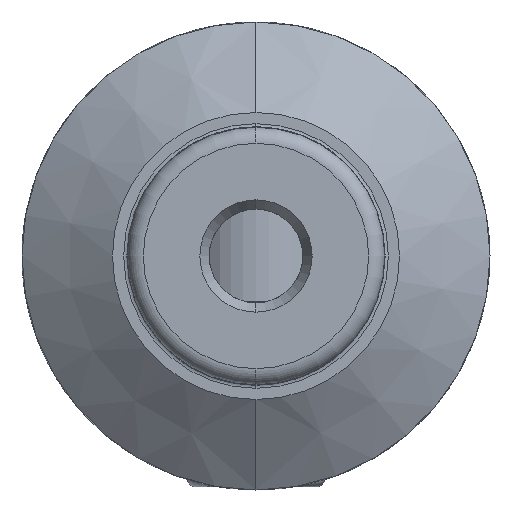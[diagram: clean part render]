
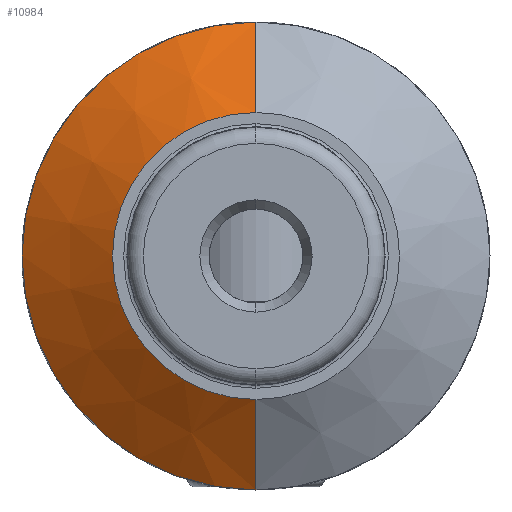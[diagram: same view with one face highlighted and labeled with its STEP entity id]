
A CAD part, left-side view. The second image highlights one B-rep face of the part: STEP entity #10984.
In plain terms, the highlighted conical face has half-angle 55 degrees and reference radius 14.5 mm.
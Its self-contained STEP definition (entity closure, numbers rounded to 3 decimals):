
#74 = DIRECTION ( 'NONE',  ( 0., 0., 1. ) ) ;
#2167 = EDGE_CURVE ( 'NONE', #17740, #17886, #34546, .T. ) ;
#2215 = VECTOR ( 'NONE', #23868, 1000. ) ;
#3087 = CARTESIAN_POINT ( 'NONE',  ( -45.802, 0., -14.5 ) ) ;
#4797 = VERTEX_POINT ( 'NONE', #37815 ) ;
#5976 = EDGE_CURVE ( 'NONE', #12813, #23642, #14359, .T. ) ;
#6215 = DIRECTION ( 'NONE',  ( -1., 0., 0. ) ) ;
#6463 = DIRECTION ( 'NONE',  ( -1., 0., 0. ) ) ;
#6601 = DIRECTION ( 'NONE',  ( 0., 0., 1. ) ) ;
#7178 = AXIS2_PLACEMENT_3D ( 'NONE', #26872, #17168, #26462 ) ;
#7986 = CIRCLE ( 'NONE', #20929, 8.895 ) ;
#8415 = EDGE_CURVE ( 'NONE', #4797, #17740, #7986, .T. ) ;
#9273 = EDGE_CURVE ( 'NONE', #4797, #12813, #37806, .T. ) ;
#10381 = FACE_OUTER_BOUND ( 'NONE', #23299, .T. ) ;
#10984 = ADVANCED_FACE ( 'NONE', ( #10381 ), #21087, .T. ) ;
#11980 = DIRECTION ( 'NONE',  ( 0., 0., 1. ) ) ;
#12491 = CARTESIAN_POINT ( 'NONE',  ( -45.802, 0., 0. ) ) ;
#12737 = CARTESIAN_POINT ( 'NONE',  ( -45.802, 0., 0. ) ) ;
#12813 = VERTEX_POINT ( 'NONE', #34078 ) ;
#13811 = CIRCLE ( 'NONE', #36189, 14.5 ) ;
#14301 = AXIS2_PLACEMENT_3D ( 'NONE', #12491, #6215, #74 ) ;
#14359 = CIRCLE ( 'NONE', #14301, 14.5 ) ;
#14588 = ORIENTED_EDGE ( 'NONE', *, *, #25337, .T. ) ;
#16203 = CARTESIAN_POINT ( 'NONE',  ( -45.802, 0., 14.5 ) ) ;
#17168 = DIRECTION ( 'NONE',  ( 1., 0., 0. ) ) ;
#17273 = CARTESIAN_POINT ( 'NONE',  ( -45.802, 0., -14.5 ) ) ;
#17740 = VERTEX_POINT ( 'NONE', #36731 ) ;
#17886 = VERTEX_POINT ( 'NONE', #3087 ) ;
#20532 = CARTESIAN_POINT ( 'NONE',  ( -45.802, 14.5, 0. ) ) ;
#20929 = AXIS2_PLACEMENT_3D ( 'NONE', #30367, #40196, #11980 ) ;
#21087 = CONICAL_SURFACE ( 'NONE', #7178, 14.5, 0.96 ) ;
#23299 = EDGE_LOOP ( 'NONE', ( #34464, #26769, #30879, #14588, #33024 ) ) ;
#23642 = VERTEX_POINT ( 'NONE', #20532 ) ;
#23868 = DIRECTION ( 'NONE',  ( 0.574, 0., -0.819 ) ) ;
#24025 = VECTOR ( 'NONE', #34571, 1000. ) ;
#25337 = EDGE_CURVE ( 'NONE', #23642, #17886, #13811, .T. ) ;
#26462 = DIRECTION ( 'NONE',  ( 0., 0., -1. ) ) ;
#26769 = ORIENTED_EDGE ( 'NONE', *, *, #9273, .T. ) ;
#26872 = CARTESIAN_POINT ( 'NONE',  ( -45.802, 0., 0. ) ) ;
#30367 = CARTESIAN_POINT ( 'NONE',  ( -49.727, 0., 0. ) ) ;
#30879 = ORIENTED_EDGE ( 'NONE', *, *, #5976, .T. ) ;
#33024 = ORIENTED_EDGE ( 'NONE', *, *, #2167, .F. ) ;
#34078 = CARTESIAN_POINT ( 'NONE',  ( -45.802, 0., 14.5 ) ) ;
#34464 = ORIENTED_EDGE ( 'NONE', *, *, #8415, .F. ) ;
#34546 = LINE ( 'NONE', #17273, #2215 ) ;
#34571 = DIRECTION ( 'NONE',  ( 0.574, 0., 0.819 ) ) ;
#36189 = AXIS2_PLACEMENT_3D ( 'NONE', #12737, #6463, #6601 ) ;
#36731 = CARTESIAN_POINT ( 'NONE',  ( -49.727, 0., -8.895 ) ) ;
#37806 = LINE ( 'NONE', #16203, #24025 ) ;
#37815 = CARTESIAN_POINT ( 'NONE',  ( -49.727, 0., 8.895 ) ) ;
#40196 = DIRECTION ( 'NONE',  ( -1., 0., 0. ) ) ;
